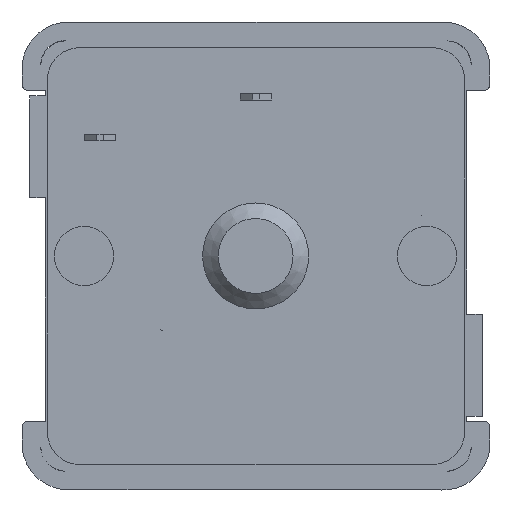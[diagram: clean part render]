
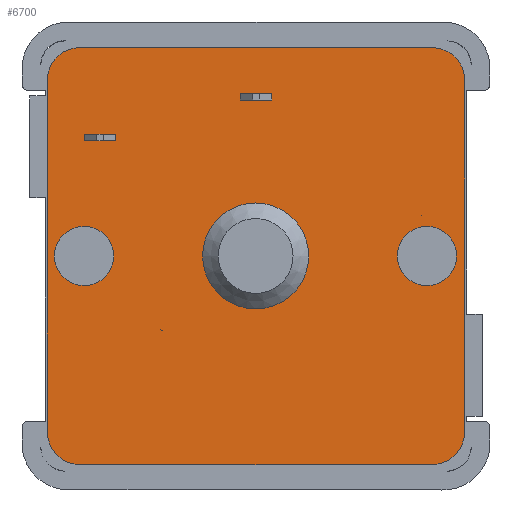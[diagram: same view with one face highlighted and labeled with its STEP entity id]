
A CAD part, front view. The second image highlights one B-rep face of the part: STEP entity #6700.
In plain terms, the highlighted planar face has unit normal (0, -1, 0).
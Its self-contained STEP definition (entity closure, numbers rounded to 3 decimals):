
#105=FACE_BOUND('',#1078,.T.);
#106=FACE_BOUND('',#1079,.T.);
#107=FACE_BOUND('',#1080,.T.);
#108=FACE_BOUND('',#1081,.T.);
#109=FACE_BOUND('',#1082,.T.);
#110=FACE_BOUND('',#1083,.T.);
#111=FACE_BOUND('',#1084,.T.);
#232=CIRCLE('',#7181,1.7);
#234=CIRCLE('',#7186,0.95);
#236=CIRCLE('',#7191,0.95);
#238=CIRCLE('',#7202,1.042);
#240=CIRCLE('',#7206,1.042);
#242=CIRCLE('',#7210,1.033);
#244=CIRCLE('',#7214,1.034);
#673=FACE_OUTER_BOUND('',#1077,.T.);
#1077=EDGE_LOOP('',(#5966,#5967,#5968,#5969,#5970,#5971,#5972,#5973));
#1078=EDGE_LOOP('',(#5974,#5975,#5976,#5977));
#1079=EDGE_LOOP('',(#5978));
#1080=EDGE_LOOP('',(#5979,#5980,#5981,#5982));
#1081=EDGE_LOOP('',(#5983));
#1082=EDGE_LOOP('',(#5984));
#1083=EDGE_LOOP('',(#5985,#5986,#5987));
#1084=EDGE_LOOP('',(#5988,#5989,#5990));
#1799=LINE('',#10924,#2576);
#1805=LINE('',#10936,#2582);
#1807=LINE('',#10939,#2584);
#1816=LINE('',#10959,#2593);
#1822=LINE('',#10971,#2599);
#1824=LINE('',#10974,#2601);
#1827=LINE('',#10987,#2604);
#1829=LINE('',#10996,#2606);
#1833=LINE('',#11011,#2610);
#1836=LINE('',#11017,#2613);
#1839=LINE('',#11021,#2616);
#1842=LINE('',#11029,#2619);
#1845=LINE('',#11035,#2622);
#1848=LINE('',#11039,#2625);
#1851=LINE('',#11047,#2628);
#1855=LINE('',#11059,#2632);
#1859=LINE('',#11071,#2636);
#1863=LINE('',#11083,#2640);
#2576=VECTOR('',#8794,10.);
#2582=VECTOR('',#8804,10.);
#2584=VECTOR('',#8808,10.);
#2593=VECTOR('',#8823,10.);
#2599=VECTOR('',#8833,10.);
#2601=VECTOR('',#8837,10.);
#2604=VECTOR('',#8854,10.);
#2606=VECTOR('',#8866,10.);
#2610=VECTOR('',#8880,10.);
#2613=VECTOR('',#8885,10.);
#2616=VECTOR('',#8890,10.);
#2619=VECTOR('',#8895,10.);
#2622=VECTOR('',#8900,10.);
#2625=VECTOR('',#8905,10.);
#2628=VECTOR('',#8910,10.);
#2632=VECTOR('',#8922,10.);
#2636=VECTOR('',#8934,10.);
#2640=VECTOR('',#8946,10.);
#3165=VERTEX_POINT('',#10921);
#3166=VERTEX_POINT('',#10923);
#3169=VERTEX_POINT('',#10933);
#3170=VERTEX_POINT('',#10935);
#3177=VERTEX_POINT('',#10956);
#3178=VERTEX_POINT('',#10958);
#3181=VERTEX_POINT('',#10968);
#3182=VERTEX_POINT('',#10970);
#3185=VERTEX_POINT('',#10982);
#3187=VERTEX_POINT('',#10991);
#3189=VERTEX_POINT('',#11000);
#3192=VERTEX_POINT('',#11008);
#3193=VERTEX_POINT('',#11010);
#3195=VERTEX_POINT('',#11016);
#3198=VERTEX_POINT('',#11026);
#3199=VERTEX_POINT('',#11028);
#3201=VERTEX_POINT('',#11034);
#3204=VERTEX_POINT('',#11044);
#3205=VERTEX_POINT('',#11046);
#3207=VERTEX_POINT('',#11052);
#3209=VERTEX_POINT('',#11058);
#3211=VERTEX_POINT('',#11064);
#3213=VERTEX_POINT('',#11070);
#3215=VERTEX_POINT('',#11076);
#3217=VERTEX_POINT('',#11082);
#4066=EDGE_CURVE('',#3166,#3165,#1799,.T.);
#4072=EDGE_CURVE('',#3170,#3169,#1805,.T.);
#4074=EDGE_CURVE('',#3169,#3166,#1807,.T.);
#4083=EDGE_CURVE('',#3178,#3177,#1816,.T.);
#4089=EDGE_CURVE('',#3182,#3181,#1822,.T.);
#4091=EDGE_CURVE('',#3181,#3178,#1824,.T.);
#4096=EDGE_CURVE('',#3185,#3185,#232,.T.);
#4097=EDGE_CURVE('',#3177,#3182,#1827,.T.);
#4100=EDGE_CURVE('',#3187,#3187,#234,.T.);
#4101=EDGE_CURVE('',#3165,#3170,#1829,.T.);
#4104=EDGE_CURVE('',#3189,#3189,#236,.T.);
#4107=EDGE_CURVE('',#3193,#3192,#1833,.T.);
#4110=EDGE_CURVE('',#3195,#3193,#1836,.T.);
#4113=EDGE_CURVE('',#3192,#3195,#1839,.T.);
#4116=EDGE_CURVE('',#3199,#3198,#1842,.T.);
#4119=EDGE_CURVE('',#3201,#3199,#1845,.T.);
#4122=EDGE_CURVE('',#3198,#3201,#1848,.T.);
#4125=EDGE_CURVE('',#3205,#3204,#1851,.T.);
#4128=EDGE_CURVE('',#3207,#3205,#238,.T.);
#4131=EDGE_CURVE('',#3209,#3207,#1855,.T.);
#4134=EDGE_CURVE('',#3211,#3209,#240,.T.);
#4137=EDGE_CURVE('',#3213,#3211,#1859,.T.);
#4140=EDGE_CURVE('',#3215,#3213,#242,.T.);
#4143=EDGE_CURVE('',#3217,#3215,#1863,.T.);
#4146=EDGE_CURVE('',#3204,#3217,#244,.T.);
#5966=ORIENTED_EDGE('',*,*,#4146,.T.);
#5967=ORIENTED_EDGE('',*,*,#4143,.T.);
#5968=ORIENTED_EDGE('',*,*,#4140,.T.);
#5969=ORIENTED_EDGE('',*,*,#4137,.T.);
#5970=ORIENTED_EDGE('',*,*,#4134,.T.);
#5971=ORIENTED_EDGE('',*,*,#4131,.T.);
#5972=ORIENTED_EDGE('',*,*,#4128,.T.);
#5973=ORIENTED_EDGE('',*,*,#4125,.T.);
#5974=ORIENTED_EDGE('',*,*,#4091,.T.);
#5975=ORIENTED_EDGE('',*,*,#4083,.T.);
#5976=ORIENTED_EDGE('',*,*,#4097,.T.);
#5977=ORIENTED_EDGE('',*,*,#4089,.T.);
#5978=ORIENTED_EDGE('',*,*,#4100,.T.);
#5979=ORIENTED_EDGE('',*,*,#4074,.T.);
#5980=ORIENTED_EDGE('',*,*,#4066,.T.);
#5981=ORIENTED_EDGE('',*,*,#4101,.T.);
#5982=ORIENTED_EDGE('',*,*,#4072,.T.);
#5983=ORIENTED_EDGE('',*,*,#4104,.T.);
#5984=ORIENTED_EDGE('',*,*,#4096,.T.);
#5985=ORIENTED_EDGE('',*,*,#4122,.T.);
#5986=ORIENTED_EDGE('',*,*,#4119,.T.);
#5987=ORIENTED_EDGE('',*,*,#4116,.T.);
#5988=ORIENTED_EDGE('',*,*,#4113,.T.);
#5989=ORIENTED_EDGE('',*,*,#4110,.T.);
#5990=ORIENTED_EDGE('',*,*,#4107,.T.);
#6314=PLANE('',#7215);
#6700=ADVANCED_FACE('',(#673,#105,#106,#107,#108,#109,#110,#111),#6314,
 .T.);
#7181=AXIS2_PLACEMENT_3D('',#10984,#8848,#8849);
#7186=AXIS2_PLACEMENT_3D('',#10993,#8860,#8861);
#7191=AXIS2_PLACEMENT_3D('',#11002,#8872,#8873);
#7202=AXIS2_PLACEMENT_3D('',#11053,#8916,#8917);
#7206=AXIS2_PLACEMENT_3D('',#11065,#8928,#8929);
#7210=AXIS2_PLACEMENT_3D('',#11077,#8940,#8941);
#7214=AXIS2_PLACEMENT_3D('',#11087,#8952,#8953);
#7215=AXIS2_PLACEMENT_3D('',#11088,#8954,#8955);
#8794=DIRECTION('',(-1.,0.,0.));
#8804=DIRECTION('',(1.,0.,0.));
#8808=DIRECTION('',(0.,0.,-1.));
#8823=DIRECTION('',(-1.,0.,0.));
#8833=DIRECTION('',(1.,0.,0.));
#8837=DIRECTION('',(0.,0.,-1.));
#8848=DIRECTION('center_axis',(0.,1.,0.));
#8849=DIRECTION('ref_axis',(1.,0.,0.));
#8854=DIRECTION('',(0.,0.,1.));
#8860=DIRECTION('center_axis',(0.,1.,0.));
#8861=DIRECTION('ref_axis',(1.,0.,0.));
#8866=DIRECTION('',(0.,0.,1.));
#8872=DIRECTION('center_axis',(0.,1.,0.));
#8873=DIRECTION('ref_axis',(1.,0.,0.));
#8880=DIRECTION('',(0.935,0.,-0.354));
#8885=DIRECTION('',(-0.935,0.,0.355));
#8890=DIRECTION('',(-1.,0.,0.));
#8895=DIRECTION('',(-0.169,0.,0.986));
#8900=DIRECTION('',(0.001,0.,-1.));
#8905=DIRECTION('',(0.242,0.,-0.97));
#8910=DIRECTION('',(0.,0.,1.));
#8916=DIRECTION('center_axis',(0.,-1.,0.));
#8917=DIRECTION('ref_axis',(0.011,0.,-1.));
#8922=DIRECTION('',(1.,0.,0.));
#8928=DIRECTION('center_axis',(0.,-1.,0.));
#8929=DIRECTION('ref_axis',(-1.,0.,0.));
#8934=DIRECTION('',(0.,0.,-1.));
#8940=DIRECTION('center_axis',(0.,-1.,0.));
#8941=DIRECTION('ref_axis',(0.,0.,1.));
#8946=DIRECTION('',(-1.,0.,0.));
#8952=DIRECTION('center_axis',(0.,-1.,0.));
#8953=DIRECTION('ref_axis',(0.998,0.,0.06));
#8954=DIRECTION('center_axis',(0.,-1.,0.));
#8955=DIRECTION('ref_axis',(1.,0.,0.));
#10921=CARTESIAN_POINT('',(-5.591,-3.,3.924));
#10923=CARTESIAN_POINT('',(-4.591,-3.,3.924));
#10924=CARTESIAN_POINT('',(-2.841,-3.,3.924));
#10933=CARTESIAN_POINT('',(-4.591,-3.,4.124));
#10935=CARTESIAN_POINT('',(-5.591,-3.,4.124));
#10936=CARTESIAN_POINT('',(-2.341,-3.,4.124));
#10939=CARTESIAN_POINT('',(-4.591,-3.,2.072));
#10956=CARTESIAN_POINT('',(-0.591,-3.,5.223));
#10958=CARTESIAN_POINT('',(0.409,-3.,5.223));
#10959=CARTESIAN_POINT('',(-0.341,-3.,5.223));
#10968=CARTESIAN_POINT('',(0.409,-3.,5.423));
#10970=CARTESIAN_POINT('',(-0.591,-3.,5.423));
#10971=CARTESIAN_POINT('',(0.159,-3.,5.423));
#10974=CARTESIAN_POINT('',(0.409,-3.,2.721));
#10982=CARTESIAN_POINT('',(-1.803,-3.,0.223));
#10984=CARTESIAN_POINT('Origin',(-0.103,-3.,0.223));
#10987=CARTESIAN_POINT('',(-0.591,-3.,2.821));
#10991=CARTESIAN_POINT('',(-6.553,-3.,0.223));
#10993=CARTESIAN_POINT('Origin',(-5.603,-3.,0.223));
#10996=CARTESIAN_POINT('',(-5.591,-3.,2.172));
#11000=CARTESIAN_POINT('',(4.438,-3.,0.223));
#11002=CARTESIAN_POINT('Origin',(5.388,-3.,0.223));
#11008=CARTESIAN_POINT('',(-3.078,-3.,-2.178));
#11010=CARTESIAN_POINT('',(-3.159,-3.,-2.147));
#11011=CARTESIAN_POINT('',(-3.159,-3.,-2.147));
#11016=CARTESIAN_POINT('',(-3.079,-3.,-2.178));
#11017=CARTESIAN_POINT('',(-3.079,-3.,-2.178));
#11021=CARTESIAN_POINT('',(-3.078,-3.,-2.178));
#11026=CARTESIAN_POINT('',(5.208,-3.,1.512));
#11028=CARTESIAN_POINT('',(5.208,-3.,1.511));
#11029=CARTESIAN_POINT('',(5.208,-3.,1.511));
#11034=CARTESIAN_POINT('',(5.208,-3.,1.512));
#11035=CARTESIAN_POINT('',(5.208,-3.,1.512));
#11039=CARTESIAN_POINT('',(5.208,-3.,1.512));
#11044=CARTESIAN_POINT('',(6.595,-3.,5.929));
#11046=CARTESIAN_POINT('',(6.595,-3.,-5.421));
#11047=CARTESIAN_POINT('',(6.595,-3.,-5.421));
#11052=CARTESIAN_POINT('',(5.564,-3.,-6.463));
#11053=CARTESIAN_POINT('Origin',(5.553,-3.,-5.421));
#11058=CARTESIAN_POINT('',(-5.747,-3.,-6.463));
#11059=CARTESIAN_POINT('',(-5.747,-3.,-6.463));
#11064=CARTESIAN_POINT('',(-6.778,-3.,-5.421));
#11065=CARTESIAN_POINT('Origin',(-5.736,-3.,-5.421));
#11070=CARTESIAN_POINT('',(-6.778,-3.,5.868));
#11071=CARTESIAN_POINT('',(-6.778,-3.,5.868));
#11076=CARTESIAN_POINT('',(-5.746,-3.,6.902));
#11077=CARTESIAN_POINT('Origin',(-5.746,-3.,5.869));
#11082=CARTESIAN_POINT('',(5.563,-3.,6.902));
#11083=CARTESIAN_POINT('',(5.563,-3.,6.902));
#11087=CARTESIAN_POINT('Origin',(5.563,-3.,5.867));
#11088=CARTESIAN_POINT('Origin',(-0.092,-3.,0.219));
